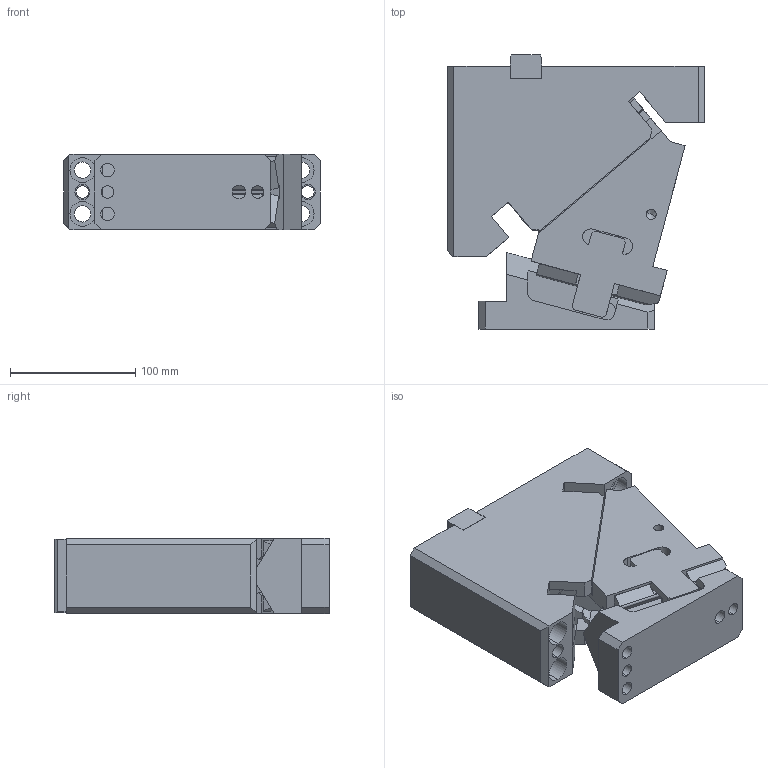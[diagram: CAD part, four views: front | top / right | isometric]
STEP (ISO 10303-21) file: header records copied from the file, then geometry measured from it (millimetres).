
FILE_DESCRIPTION(('CATIA V5 STEP Exchange'),'2;1');
FILE_NAME('CACV_F_60_15.stp','2015-04-24T15:25:12+00:00',('none'),('none'),'CATIA Version 5 Release 19 SP 2 (IN-10)','CATIA V5 STEP AP203','none');
FILE_SCHEMA(('CONFIG_CONTROL_DESIGN'));
Length unit declared in the file: millimetre
Products named in the file (1): CACV_F_60_15
Bounding box: 205 x 219 x 60 mm (x, y, z)
Volume: 1809454.1 mm3; surface area: 249268 mm2
Topology: 3 solids, 11 shells, 441 faces, 1209 edges, 786 vertices
Faces by surface type: plane 305, cylinder 122, cone 14
Entity records: 14289 total; most frequent: CARTESIAN_POINT 3445, ORIENTED_EDGE 2398, DIRECTION 1893, EDGE_CURVE 1199, VECTOR 929, LINE 929, VERTEX_POINT 786, AXIS2_PLACEMENT_3D 563
